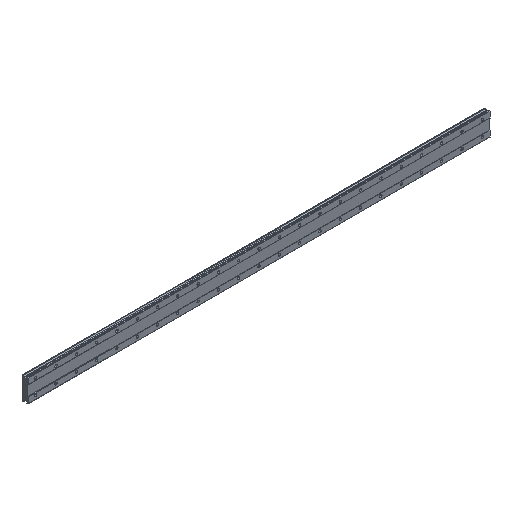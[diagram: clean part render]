
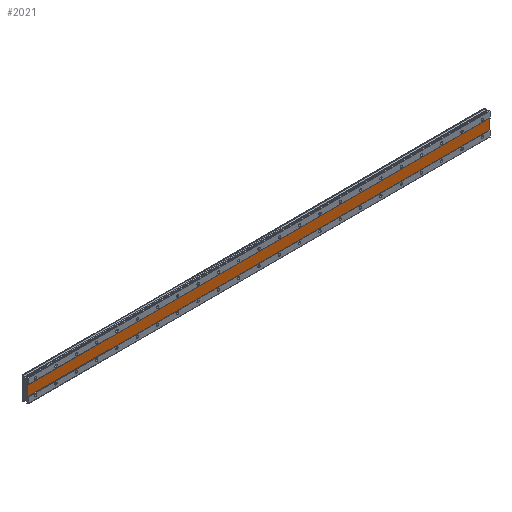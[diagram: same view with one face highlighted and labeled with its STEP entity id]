
A CAD part, isometric view. The second image highlights one B-rep face of the part: STEP entity #2021.
In plain terms, the highlighted planar face has unit normal (0, -1, 0).
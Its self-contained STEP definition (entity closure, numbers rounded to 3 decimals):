
#216 = VERTEX_POINT ( 'NONE', #2596 ) ;
#402 = VERTEX_POINT ( 'NONE', #4206 ) ;
#435 = EDGE_LOOP ( 'NONE', ( #4197, #1098, #6733, #7380 ) ) ;
#832 = FACE_OUTER_BOUND ( 'NONE', #435, .T. ) ;
#952 = CARTESIAN_POINT ( 'NONE',  ( 1790., 1., 20. ) ) ;
#1098 = ORIENTED_EDGE ( 'NONE', *, *, #2483, .F. ) ;
#1217 = VERTEX_POINT ( 'NONE', #5609 ) ;
#1327 = EDGE_CURVE ( 'NONE', #5772, #1217, #2255, .T. ) ;
#1614 = VECTOR ( 'NONE', #2910, 1000. ) ;
#1838 = CARTESIAN_POINT ( 'NONE',  ( 1790., 1., 20. ) ) ;
#1907 = AXIS2_PLACEMENT_3D ( 'NONE', #952, #2897, #8007 ) ;
#2000 = EDGE_CURVE ( 'NONE', #402, #5772, #4597, .T. ) ;
#2021 = ADVANCED_FACE ( 'NONE', ( #832 ), #4635, .F. ) ;
#2097 = DIRECTION ( 'NONE',  ( 1., 0., 0. ) ) ;
#2109 = DIRECTION ( 'NONE',  ( 0., 0., 1. ) ) ;
#2255 = LINE ( 'NONE', #7828, #7506 ) ;
#2483 = EDGE_CURVE ( 'NONE', #1217, #216, #7568, .T. ) ;
#2596 = CARTESIAN_POINT ( 'NONE',  ( 1790., 1., -20. ) ) ;
#2802 = VECTOR ( 'NONE', #4233, 1000. ) ;
#2897 = DIRECTION ( 'NONE',  ( 0., 1., 0. ) ) ;
#2910 = DIRECTION ( 'NONE',  ( -1., 0., 0. ) ) ;
#3753 = VECTOR ( 'NONE', #2109, 1000. ) ;
#4197 = ORIENTED_EDGE ( 'NONE', *, *, #6223, .F. ) ;
#4206 = CARTESIAN_POINT ( 'NONE',  ( -30., 1., -20. ) ) ;
#4233 = DIRECTION ( 'NONE',  ( 0., 0., -1. ) ) ;
#4597 = LINE ( 'NONE', #7165, #3753 ) ;
#4635 = PLANE ( 'NONE',  #1907 ) ;
#5413 = CARTESIAN_POINT ( 'NONE',  ( 1790., 1., -20. ) ) ;
#5609 = CARTESIAN_POINT ( 'NONE',  ( 1790., 1., 20. ) ) ;
#5772 = VERTEX_POINT ( 'NONE', #7919 ) ;
#6223 = EDGE_CURVE ( 'NONE', #216, #402, #6848, .T. ) ;
#6733 = ORIENTED_EDGE ( 'NONE', *, *, #1327, .F. ) ;
#6848 = LINE ( 'NONE', #5413, #1614 ) ;
#7165 = CARTESIAN_POINT ( 'NONE',  ( -30., 1., 20. ) ) ;
#7380 = ORIENTED_EDGE ( 'NONE', *, *, #2000, .F. ) ;
#7506 = VECTOR ( 'NONE', #2097, 1000. ) ;
#7568 = LINE ( 'NONE', #1838, #2802 ) ;
#7828 = CARTESIAN_POINT ( 'NONE',  ( 1790., 1., 20. ) ) ;
#7919 = CARTESIAN_POINT ( 'NONE',  ( -30., 1., 20. ) ) ;
#8007 = DIRECTION ( 'NONE',  ( 0., 0., 1. ) ) ;
